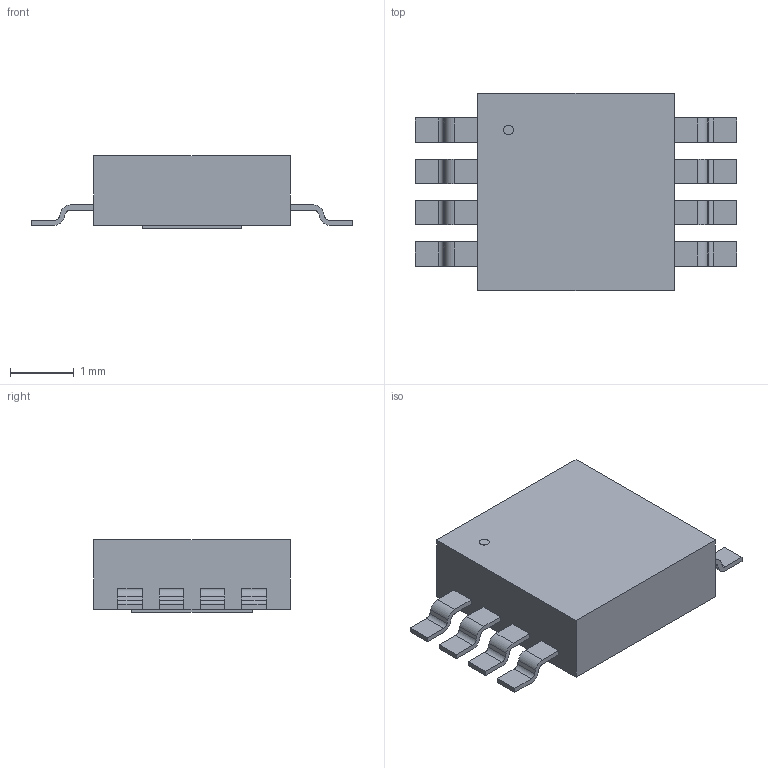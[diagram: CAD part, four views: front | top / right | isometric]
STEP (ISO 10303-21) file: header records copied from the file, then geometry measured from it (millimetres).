
FILE_DESCRIPTION(('STEP AP214'),'1');
FILE_NAME('DGN8_1P89x1P57','2022-04-15T13:19:21',(''),(''),'','','');
FILE_SCHEMA(('AUTOMOTIVE_DESIGN'));
Length unit declared in the file: millimetre
Products named in the file (1): product
Bounding box: 5.05 x 3.1 x 1.15 mm (x, y, z)
Volume: 10.9 mm3; surface area: 47.7 mm2
Topology: 11 solids, 11 shells, 127 faces, 315 edges, 210 vertices
Faces by surface type: plane 94, cylinder 33
Full cylindrical faces by diameter (mm): 0.155 x1
Entity records: 3632 total; most frequent: DIRECTION 638, ORIENTED_EDGE 628, CARTESIAN_POINT 373, EDGE_CURVE 314, LINE 248, VECTOR 248, VERTEX_POINT 210, AXIS2_PLACEMENT_3D 195
